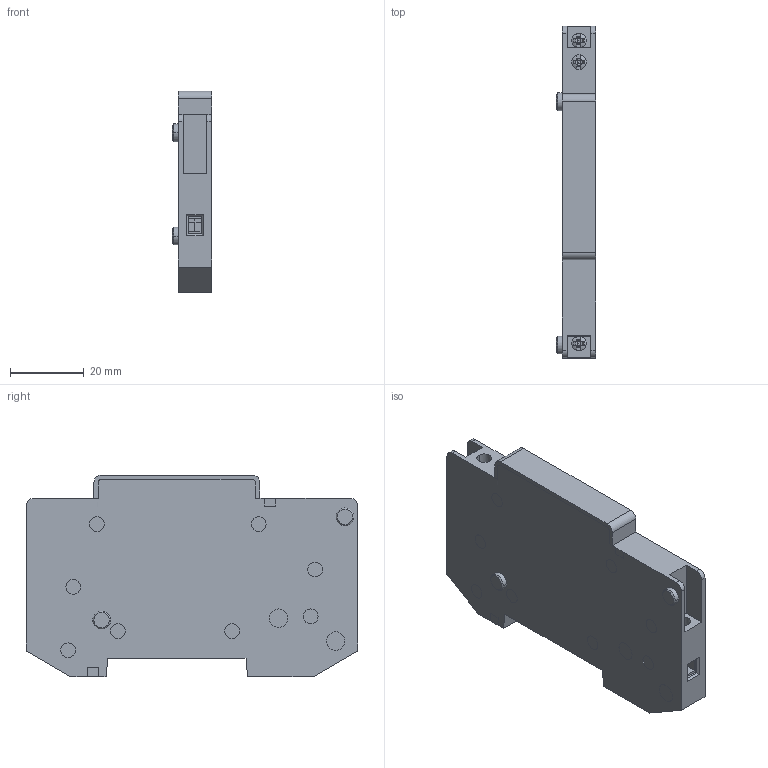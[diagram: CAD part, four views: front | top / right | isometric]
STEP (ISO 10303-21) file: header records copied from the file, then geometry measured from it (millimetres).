
FILE_DESCRIPTION((''),'2;1');
FILE_NAME('0000003810_22','2017-09-20T',('matic.bajda'),('Audax d.o.o.'),'CREO PARAMETRIC BY PTC INC, 2016260','CREO PARAMETRIC BY PTC INC, 2016260','');
FILE_SCHEMA(('AUTOMOTIVE_DESIGN { 1 0 10303 214 1 1 1 1 }'));
Length unit declared in the file: millimetre
Products named in the file (1): 0000003810_22
Bounding box: 10.61 x 90 x 54.7 mm (x, y, z)
Volume: 37511.8 mm3; surface area: 12455.1 mm2
Topology: 1 solids, 1 shells, 342 faces, 866 edges, 530 vertices
Faces by surface type: plane 282, cylinder 38, bspline 12, sphere 6, cone 4
Entity records: 13132 total; most frequent: CARTESIAN_POINT 2210, ORIENTED_EDGE 1708, DIRECTION 1598, PRESENTATION_STYLE_ASSIGNMENT 855, STYLED_ITEM 855, CURVE_STYLE 854, EDGE_CURVE 854, VECTOR 670
